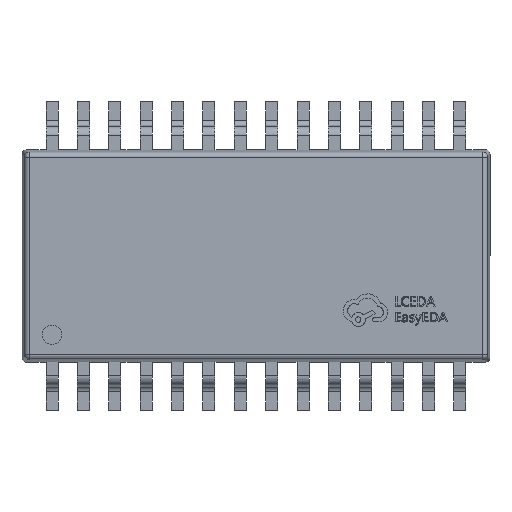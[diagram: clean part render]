
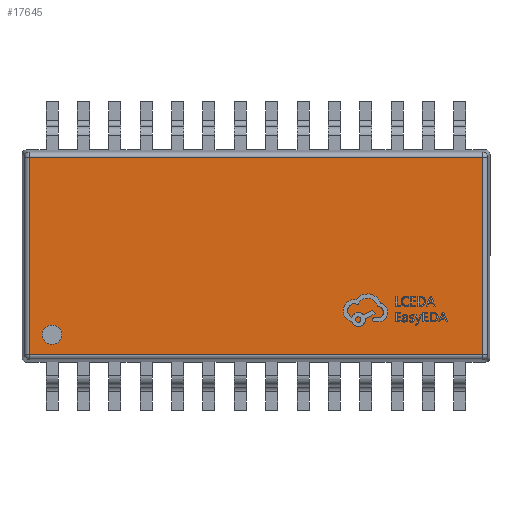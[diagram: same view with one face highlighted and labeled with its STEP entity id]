
A CAD part, top view. The second image highlights one B-rep face of the part: STEP entity #17645.
In plain terms, the highlighted planar face has unit normal (0, 0, 1).
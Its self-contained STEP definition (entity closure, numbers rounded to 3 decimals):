
#1416 = ORIENTED_EDGE ( 'NONE', *, *, #31740, .T. ) ;
#1649 = CARTESIAN_POINT ( 'NONE',  ( -4.7, 2.05, 0.45 ) ) ;
#1684 = LINE ( 'NONE', #14900, #4512 ) ;
#2196 = DIRECTION ( 'NONE',  ( 1., 0., 0. ) ) ;
#2602 = VECTOR ( 'NONE', #12630, 1000. ) ;
#3130 = EDGE_CURVE ( 'NONE', #10086, #8682, #6426, .T. ) ;
#3822 = ORIENTED_EDGE ( 'NONE', *, *, #28839, .T. ) ;
#4512 = VECTOR ( 'NONE', #15072, 1000. ) ;
#5012 = VERTEX_POINT ( 'NONE', #34334 ) ;
#6146 = CIRCLE ( 'NONE', #32284, 0.2 ) ;
#6384 = DIRECTION ( 'NONE',  ( 0., 0., 1. ) ) ;
#6426 = LINE ( 'NONE', #9204, #12369 ) ;
#6732 = FACE_OUTER_BOUND ( 'NONE', #32256, .T. ) ;
#7399 = CARTESIAN_POINT ( 'NONE',  ( 4.7, 2.05, 0.45 ) ) ;
#7416 = CARTESIAN_POINT ( 'NONE',  ( -4.7, -2.137, 0.45 ) ) ;
#7875 = CARTESIAN_POINT ( 'NONE',  ( -4.787, 2.05, 0.45 ) ) ;
#7897 = AXIS2_PLACEMENT_3D ( 'NONE', #31069, #15053, #2196 ) ;
#8109 = CARTESIAN_POINT ( 'NONE',  ( -4.7, -2.05, 0.45 ) ) ;
#8682 = VERTEX_POINT ( 'NONE', #7399 ) ;
#8975 = FACE_BOUND ( 'NONE', #23384, .T. ) ;
#9204 = CARTESIAN_POINT ( 'NONE',  ( 4.7, 2.137, 0.45 ) ) ;
#9329 = CARTESIAN_POINT ( 'NONE',  ( 0., 0., 0.45 ) ) ;
#10086 = VERTEX_POINT ( 'NONE', #20826 ) ;
#10569 = ORIENTED_EDGE ( 'NONE', *, *, #25596, .F. ) ;
#12369 = VECTOR ( 'NONE', #19822, 1000. ) ;
#12630 = DIRECTION ( 'NONE',  ( 0., -1., 0. ) ) ;
#13984 = CARTESIAN_POINT ( 'NONE',  ( -4.229, -1.632, 0.45 ) ) ;
#14900 = CARTESIAN_POINT ( 'NONE',  ( 4.787, -2.05, 0.45 ) ) ;
#15053 = DIRECTION ( 'NONE',  ( 0., 0., 1. ) ) ;
#15072 = DIRECTION ( 'NONE',  ( 1., 0., 0. ) ) ;
#15457 = ORIENTED_EDGE ( 'NONE', *, *, #3130, .T. ) ;
#17134 = DIRECTION ( 'NONE',  ( 0., 0., 1. ) ) ;
#17645 = ADVANCED_FACE ( 'NONE', ( #6732, #8975 ), #33192, .T. ) ;
#18459 = EDGE_CURVE ( 'NONE', #5012, #24430, #6146, .T. ) ;
#18500 = DIRECTION ( 'NONE',  ( -1., 0., 0. ) ) ;
#19437 = DIRECTION ( 'NONE',  ( 1., 0., 0. ) ) ;
#19449 = VERTEX_POINT ( 'NONE', #8109 ) ;
#19822 = DIRECTION ( 'NONE',  ( 0., 1., 0. ) ) ;
#20524 = ORIENTED_EDGE ( 'NONE', *, *, #18459, .F. ) ;
#20665 = LINE ( 'NONE', #7416, #2602 ) ;
#20715 = CARTESIAN_POINT ( 'NONE',  ( -4.429, -1.632, 0.45 ) ) ;
#20826 = CARTESIAN_POINT ( 'NONE',  ( 4.7, -2.05, 0.45 ) ) ;
#21154 = LINE ( 'NONE', #7875, #23268 ) ;
#22389 = CIRCLE ( 'NONE', #7897, 0.2 ) ;
#23268 = VECTOR ( 'NONE', #18500, 1000. ) ;
#23384 = EDGE_LOOP ( 'NONE', ( #20524, #10569 ) ) ;
#24430 = VERTEX_POINT ( 'NONE', #20715 ) ;
#25596 = EDGE_CURVE ( 'NONE', #24430, #5012, #22389, .T. ) ;
#25612 = AXIS2_PLACEMENT_3D ( 'NONE', #9329, #6384, #19437 ) ;
#25658 = ORIENTED_EDGE ( 'NONE', *, *, #34291, .T. ) ;
#27585 = DIRECTION ( 'NONE',  ( 1., 0., 0. ) ) ;
#28839 = EDGE_CURVE ( 'NONE', #29213, #19449, #20665, .T. ) ;
#29213 = VERTEX_POINT ( 'NONE', #1649 ) ;
#31069 = CARTESIAN_POINT ( 'NONE',  ( -4.229, -1.632, 0.45 ) ) ;
#31740 = EDGE_CURVE ( 'NONE', #8682, #29213, #21154, .T. ) ;
#32256 = EDGE_LOOP ( 'NONE', ( #25658, #15457, #1416, #3822 ) ) ;
#32284 = AXIS2_PLACEMENT_3D ( 'NONE', #13984, #17134, #27585 ) ;
#33192 = PLANE ( 'NONE',  #25612 ) ;
#34291 = EDGE_CURVE ( 'NONE', #19449, #10086, #1684, .T. ) ;
#34334 = CARTESIAN_POINT ( 'NONE',  ( -4.029, -1.632, 0.45 ) ) ;
